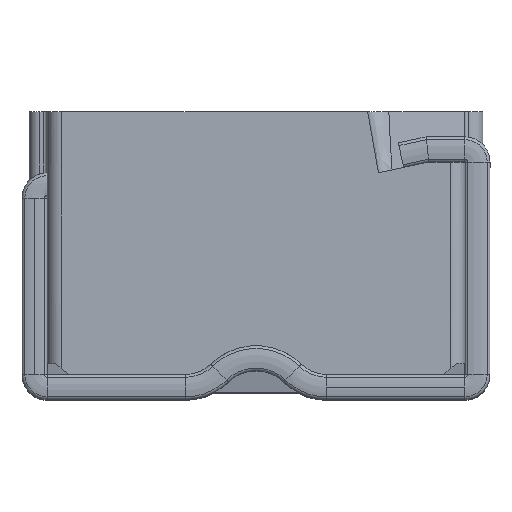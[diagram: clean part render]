
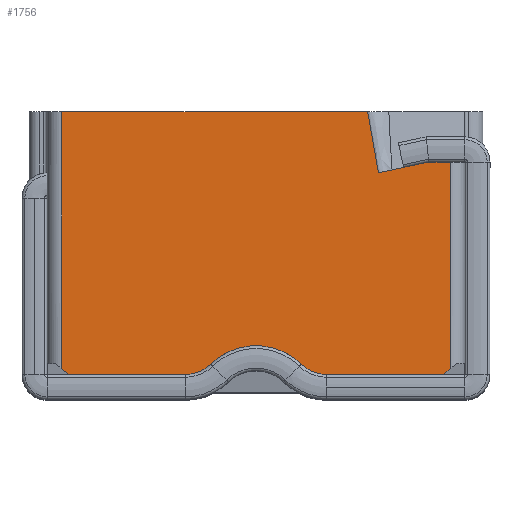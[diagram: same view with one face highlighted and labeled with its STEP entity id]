
A CAD part, top view. The second image highlights one B-rep face of the part: STEP entity #1756.
In plain terms, the highlighted planar face has unit normal (0, 0, 1).
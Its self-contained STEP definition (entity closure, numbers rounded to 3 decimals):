
#5 = CARTESIAN_POINT ( 'NONE',  ( -5.21, -3.4, 6.3 ) ) ;
#60 = CARTESIAN_POINT ( 'NONE',  ( 0., -4.4, 6.3 ) ) ;
#310 = CARTESIAN_POINT ( 'NONE',  ( 4.8, 2.5, 6.3 ) ) ;
#327 = ORIENTED_EDGE ( 'NONE', *, *, #6561, .F. ) ;
#474 = CARTESIAN_POINT ( 'NONE',  ( 3.1, 3.9, 6.3 ) ) ;
#730 = LINE ( 'NONE', #6939, #6907 ) ;
#795 = CARTESIAN_POINT ( 'NONE',  ( -1.26, -3.114, 6.3 ) ) ;
#914 = VERTEX_POINT ( 'NONE', #474 ) ;
#1211 = AXIS2_PLACEMENT_3D ( 'NONE', #3419, #8695, #7929 ) ;
#1232 = AXIS2_PLACEMENT_3D ( 'NONE', #4035, #9549, #11160 ) ;
#1319 = EDGE_LOOP ( 'NONE', ( #9874, #5934, #7079, #11465, #6867, #327, #8736, #11078, #5059, #3775, #10190, #3436, #10137 ) ) ;
#1558 = CARTESIAN_POINT ( 'NONE',  ( -3.887, -4.534, 6.3 ) ) ;
#1619 = VECTOR ( 'NONE', #7034, 1000. ) ;
#1645 = VERTEX_POINT ( 'NONE', #310 ) ;
#1688 = VECTOR ( 'NONE', #2980, 1000. ) ;
#1755 = EDGE_CURVE ( 'NONE', #3567, #4676, #5042, .T. ) ;
#1756 = ADVANCED_FACE ( 'NONE', ( #1829 ), #6991, .T. ) ;
#1829 = FACE_OUTER_BOUND ( 'NONE', #1319, .T. ) ;
#1943 = DIRECTION ( 'NONE',  ( 0., 0., 1. ) ) ;
#2217 = VERTEX_POINT ( 'NONE', #4564 ) ;
#2348 = LINE ( 'NONE', #11234, #5569 ) ;
#2446 = VERTEX_POINT ( 'NONE', #3240 ) ;
#2462 = CARTESIAN_POINT ( 'NONE',  ( 4.8, 2.5, 6.3 ) ) ;
#2487 = VECTOR ( 'NONE', #11377, 1000. ) ;
#2494 = CIRCLE ( 'NONE', #9366, 1. ) ;
#2549 = VERTEX_POINT ( 'NONE', #6986 ) ;
#2704 = DIRECTION ( 'NONE',  ( 1., 0., 0. ) ) ;
#2785 = VERTEX_POINT ( 'NONE', #9681 ) ;
#2980 = DIRECTION ( 'NONE',  ( -1., 0., 0. ) ) ;
#3009 = CARTESIAN_POINT ( 'NONE',  ( 5.4, -3.237, 6.3 ) ) ;
#3240 = CARTESIAN_POINT ( 'NONE',  ( 3.4, 2.2, 6.3 ) ) ;
#3274 = VERTEX_POINT ( 'NONE', #10104 ) ;
#3344 = DIRECTION ( 'NONE',  ( -0.759, -0.651, 0. ) ) ;
#3419 = CARTESIAN_POINT ( 'NONE',  ( 0., 3.9, 6.3 ) ) ;
#3428 = EDGE_CURVE ( 'NONE', #5938, #2549, #11456, .T. ) ;
#3436 = ORIENTED_EDGE ( 'NONE', *, *, #5999, .F. ) ;
#3443 = DIRECTION ( 'NONE',  ( 1., 0., 0. ) ) ;
#3533 = CARTESIAN_POINT ( 'NONE',  ( 1.96, -2.4, 6.3 ) ) ;
#3567 = VERTEX_POINT ( 'NONE', #3009 ) ;
#3775 = ORIENTED_EDGE ( 'NONE', *, *, #1755, .T. ) ;
#3937 = DIRECTION ( 'NONE',  ( 1., 0., 0. ) ) ;
#3957 = LINE ( 'NONE', #10138, #10605 ) ;
#4035 = CARTESIAN_POINT ( 'NONE',  ( -1.96, -2.4, 6.3 ) ) ;
#4274 = DIRECTION ( 'NONE',  ( 0.978, 0.21, 0. ) ) ;
#4518 = EDGE_CURVE ( 'NONE', #2549, #5820, #4746, .T. ) ;
#4564 = CARTESIAN_POINT ( 'NONE',  ( 1.26, -3.114, 6.3 ) ) ;
#4676 = VERTEX_POINT ( 'NONE', #6612 ) ;
#4746 = CIRCLE ( 'NONE', #1232, 1. ) ;
#4758 = EDGE_CURVE ( 'NONE', #914, #10270, #8403, .T. ) ;
#4859 = LINE ( 'NONE', #1558, #2487 ) ;
#5042 = LINE ( 'NONE', #7867, #10164 ) ;
#5059 = ORIENTED_EDGE ( 'NONE', *, *, #11274, .F. ) ;
#5268 = EDGE_CURVE ( 'NONE', #1645, #4676, #7738, .T. ) ;
#5569 = VECTOR ( 'NONE', #3344, 1000. ) ;
#5698 = DIRECTION ( 'NONE',  ( 0., -1., 0. ) ) ;
#5820 = VERTEX_POINT ( 'NONE', #795 ) ;
#5857 = CARTESIAN_POINT ( 'NONE',  ( 0., 3.9, 6.3 ) ) ;
#5934 = ORIENTED_EDGE ( 'NONE', *, *, #7285, .T. ) ;
#5938 = VERTEX_POINT ( 'NONE', #5 ) ;
#5999 = EDGE_CURVE ( 'NONE', #2446, #1645, #7912, .T. ) ;
#6561 = EDGE_CURVE ( 'NONE', #2217, #5820, #9479, .T. ) ;
#6612 = CARTESIAN_POINT ( 'NONE',  ( 5.4, 2.5, 6.3 ) ) ;
#6867 = ORIENTED_EDGE ( 'NONE', *, *, #4518, .T. ) ;
#6907 = VECTOR ( 'NONE', #8747, 1000. ) ;
#6939 = CARTESIAN_POINT ( 'NONE',  ( 3.1, 3.9, 6.3 ) ) ;
#6976 = CARTESIAN_POINT ( 'NONE',  ( 3.4, 2.2, 6.3 ) ) ;
#6986 = CARTESIAN_POINT ( 'NONE',  ( -1.96, -3.4, 6.3 ) ) ;
#6991 = PLANE ( 'NONE',  #1211 ) ;
#7034 = DIRECTION ( 'NONE',  ( 1., 0., 0. ) ) ;
#7079 = ORIENTED_EDGE ( 'NONE', *, *, #8438, .T. ) ;
#7285 = EDGE_CURVE ( 'NONE', #10270, #3274, #3957, .T. ) ;
#7738 = LINE ( 'NONE', #2462, #1619 ) ;
#7867 = CARTESIAN_POINT ( 'NONE',  ( 5.4, 2.5, 6.3 ) ) ;
#7912 = LINE ( 'NONE', #6976, #10414 ) ;
#7929 = DIRECTION ( 'NONE',  ( 1., 0., 0. ) ) ;
#8228 = EDGE_CURVE ( 'NONE', #914, #2446, #730, .T. ) ;
#8403 = LINE ( 'NONE', #5857, #9603 ) ;
#8438 = EDGE_CURVE ( 'NONE', #3274, #5938, #4859, .T. ) ;
#8615 = EDGE_CURVE ( 'NONE', #2217, #9691, #2494, .T. ) ;
#8695 = DIRECTION ( 'NONE',  ( 0., 0., 1. ) ) ;
#8736 = ORIENTED_EDGE ( 'NONE', *, *, #8615, .T. ) ;
#8747 = DIRECTION ( 'NONE',  ( 0.174, -0.985, 0. ) ) ;
#9366 = AXIS2_PLACEMENT_3D ( 'NONE', #3533, #1943, #2704 ) ;
#9405 = VECTOR ( 'NONE', #3443, 1000. ) ;
#9426 = DIRECTION ( 'NONE',  ( -1., 0., 0. ) ) ;
#9479 = CIRCLE ( 'NONE', #10954, 1.8 ) ;
#9549 = DIRECTION ( 'NONE',  ( 0., 0., 1. ) ) ;
#9603 = VECTOR ( 'NONE', #9426, 1000. ) ;
#9681 = CARTESIAN_POINT ( 'NONE',  ( 5.21, -3.4, 6.3 ) ) ;
#9691 = VERTEX_POINT ( 'NONE', #9700 ) ;
#9695 = DIRECTION ( 'NONE',  ( 0., 1., 0. ) ) ;
#9700 = CARTESIAN_POINT ( 'NONE',  ( 1.96, -3.4, 6.3 ) ) ;
#9874 = ORIENTED_EDGE ( 'NONE', *, *, #4758, .T. ) ;
#10026 = CARTESIAN_POINT ( 'NONE',  ( 0., -3.4, 6.3 ) ) ;
#10038 = CARTESIAN_POINT ( 'NONE',  ( -5.4, 3.9, 6.3 ) ) ;
#10104 = CARTESIAN_POINT ( 'NONE',  ( -5.4, -3.237, 6.3 ) ) ;
#10137 = ORIENTED_EDGE ( 'NONE', *, *, #8228, .F. ) ;
#10138 = CARTESIAN_POINT ( 'NONE',  ( -5.4, 3.9, 6.3 ) ) ;
#10164 = VECTOR ( 'NONE', #9695, 1000. ) ;
#10190 = ORIENTED_EDGE ( 'NONE', *, *, #5268, .F. ) ;
#10270 = VERTEX_POINT ( 'NONE', #10038 ) ;
#10414 = VECTOR ( 'NONE', #4274, 1000. ) ;
#10502 = CARTESIAN_POINT ( 'NONE',  ( 0., -3.4, 6.3 ) ) ;
#10605 = VECTOR ( 'NONE', #5698, 1000. ) ;
#10954 = AXIS2_PLACEMENT_3D ( 'NONE', #60, #11067, #3937 ) ;
#10983 = LINE ( 'NONE', #10026, #1688 ) ;
#11067 = DIRECTION ( 'NONE',  ( 0., 0., 1. ) ) ;
#11078 = ORIENTED_EDGE ( 'NONE', *, *, #11121, .F. ) ;
#11121 = EDGE_CURVE ( 'NONE', #2785, #9691, #10983, .T. ) ;
#11160 = DIRECTION ( 'NONE',  ( 1., 0., 0. ) ) ;
#11234 = CARTESIAN_POINT ( 'NONE',  ( 3.887, -4.534, 6.3 ) ) ;
#11274 = EDGE_CURVE ( 'NONE', #3567, #2785, #2348, .T. ) ;
#11377 = DIRECTION ( 'NONE',  ( 0.759, -0.651, 0. ) ) ;
#11456 = LINE ( 'NONE', #10502, #9405 ) ;
#11465 = ORIENTED_EDGE ( 'NONE', *, *, #3428, .T. ) ;
